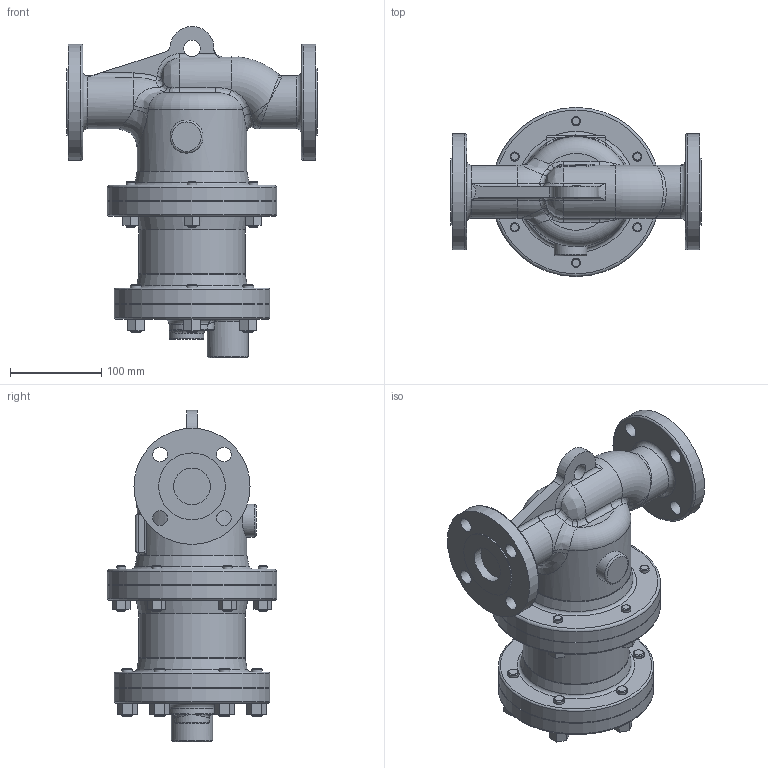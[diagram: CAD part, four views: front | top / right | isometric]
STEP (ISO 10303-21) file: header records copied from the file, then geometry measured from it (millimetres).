
FILE_DESCRIPTION((''),'2;1');
FILE_NAME('dc3sl-040-a0150-00.stp','2014-02-14T13:09:33',('akifuji'),(''),'Autodesk Inventor 2012','Autodesk Inventor 2012','');
FILE_SCHEMA(('AUTOMOTIVE_DESIGN { 1 0 10303 214 1 1 1 1 }'));
Length unit declared in the file: millimetre
Products named in the file (1): dc3sl-040-a0150-00
Bounding box: 274 x 185 x 361.92 mm (x, y, z)
Volume: 4738803.8 mm3; surface area: 354584.4 mm2
Topology: 1 solids, 1 shells, 381 faces, 907 edges, 567 vertices
Faces by surface type: plane 167, cylinder 101, bspline 47, torus 34, cone 30, sphere 2
Full cylindrical faces by diameter (mm): 10 x18, 12 x18, 16 x8, 17.475 x1, 18 x1, 36 x1, 38 x1, 40 x2, 45 x1, 58 x2, 73 x2, 92.1 x1, 112.2 x1, 116 x1, 120 x1, 127 x2, 170 x2, 185 x2
Entity records: 12891 total; most frequent: CARTESIAN_POINT 4792, DIRECTION 1608, ORIENTED_EDGE 1514, EDGE_CURVE 757, AXIS2_PLACEMENT_3D 650, EDGE_LOOP 583, VERTEX_POINT 538, FACE_OUTER_BOUND 381
